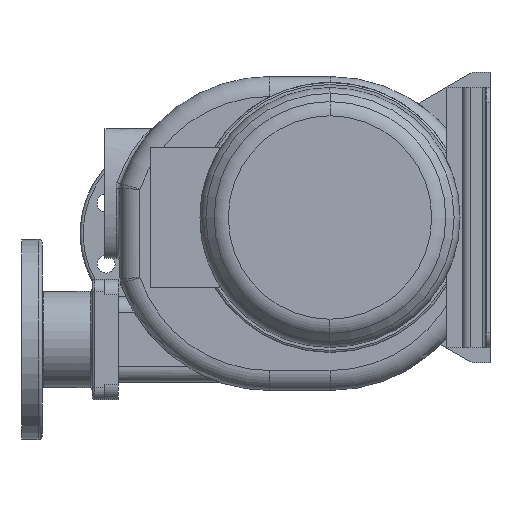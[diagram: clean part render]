
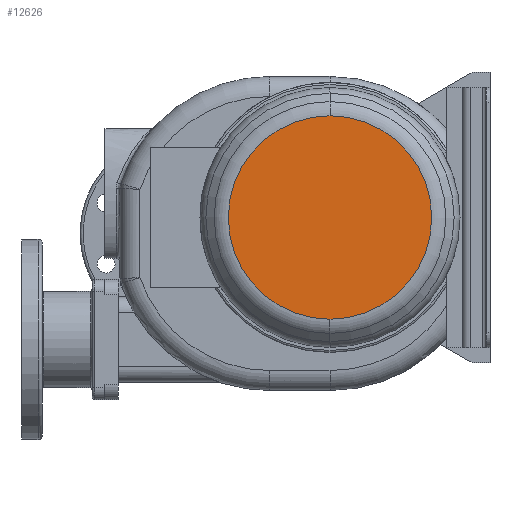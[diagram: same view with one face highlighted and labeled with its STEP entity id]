
A CAD part, left-side view. The second image highlights one B-rep face of the part: STEP entity #12626.
In plain terms, the highlighted planar face has unit normal (-1, 0, 0).
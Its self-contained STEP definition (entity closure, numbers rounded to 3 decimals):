
#1=CARTESIAN_POINT('',(0.,0.,0.));
#2=DIRECTION('',(-1.,0.,0.));
#3=DIRECTION('',(0.,0.,-1.));
#4=AXIS2_PLACEMENT_3D('',#1,#2,#3);
#6=CARTESIAN_POINT('',(0.,0.,0.));
#7=DIRECTION('',(-1.,0.,0.));
#8=DIRECTION('',(0.,0.,1.));
#9=AXIS2_PLACEMENT_3D('',#6,#7,#8);
#11148=CARTESIAN_POINT('',(0.,0.,-101.716));
#11149=CARTESIAN_POINT('',(0.,0.,101.716));
#11150=VERTEX_POINT('',#11148);
#11151=VERTEX_POINT('',#11149);
#12615=CARTESIAN_POINT('',(0.,0.,0.));
#12616=DIRECTION('',(1.,0.,0.));
#12617=DIRECTION('',(0.,0.,-1.));
#12618=AXIS2_PLACEMENT_3D('',#12615,#12616,#12617);
#12619=PLANE('',#12618);
#12621=ORIENTED_EDGE('',*,*,#12620,.F.);
#12623=ORIENTED_EDGE('',*,*,#12622,.F.);
#12624=EDGE_LOOP('',(#12621,#12623));
#12625=FACE_OUTER_BOUND('',#12624,.F.);
#12626=ADVANCED_FACE('',(#12625),#12619,.F.);
#5=CIRCLE('',#4,101.716);
#10=CIRCLE('',#9,101.716);
#12620=EDGE_CURVE('',#11150,#11151,#5,.T.);
#12622=EDGE_CURVE('',#11151,#11150,#10,.T.);
